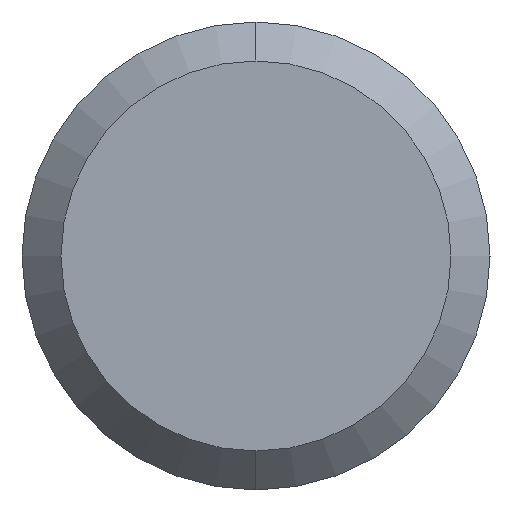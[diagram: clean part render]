
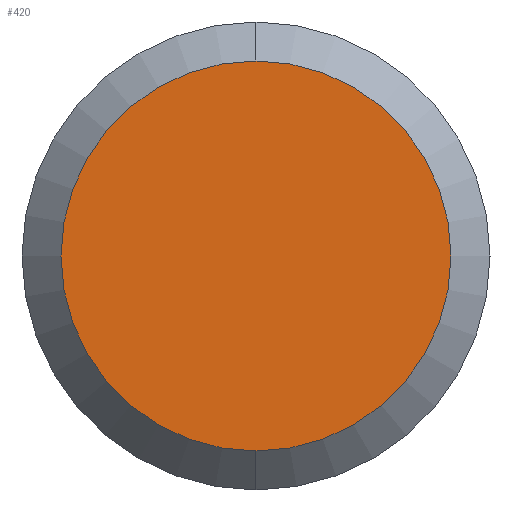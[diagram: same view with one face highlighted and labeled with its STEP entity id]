
A CAD part, left-side view. The second image highlights one B-rep face of the part: STEP entity #420.
In plain terms, the highlighted face is planar.
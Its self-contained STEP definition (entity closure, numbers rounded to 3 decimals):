
#251=CARTESIAN_POINT('',(0.,0.,0.));
#252=DIRECTION('',(0.,0.,1.));
#253=DIRECTION('',(-1.,0.,0.));
#254=AXIS2_PLACEMENT_3D('',#251,#252,#253);
#259=CARTESIAN_POINT('',(0.,0.,0.));
#260=DIRECTION('',(0.,0.,-1.));
#261=DIRECTION('',(-1.,0.,0.));
#262=AXIS2_PLACEMENT_3D('',#259,#260,#261);
#268=CARTESIAN_POINT('',(-1.25,0.,0.));
#270=VERTEX_POINT('',#268);
#272=CARTESIAN_POINT('',(1.25,0.,0.));
#274=VERTEX_POINT('',#272);
#411=CARTESIAN_POINT('',(0.,0.,0.));
#412=DIRECTION('',(0.,0.,-1.));
#413=DIRECTION('',(1.,0.,0.));
#414=AXIS2_PLACEMENT_3D('',#411,#412,#413);
#415=PLANE('',#414);
#416=ORIENTED_EDGE('',*,*,#404,.F.);
#417=ORIENTED_EDGE('',*,*,#393,.T.);
#418=EDGE_LOOP('',(#416,#417));
#419=FACE_OUTER_BOUND('',#418,.F.);
#255=CIRCLE('',#254,1.25);
#263=CIRCLE('',#262,1.25);
#393=EDGE_CURVE('',#270,#274,#263,.T.);
#404=EDGE_CURVE('',#270,#274,#255,.T.);
#420=ADVANCED_FACE('',(#419),#415,.F.);
